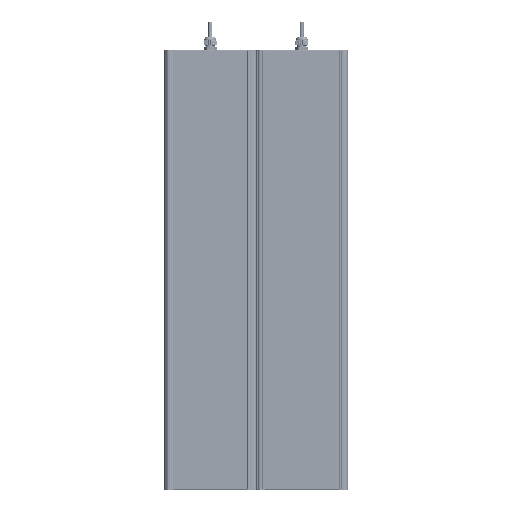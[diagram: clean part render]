
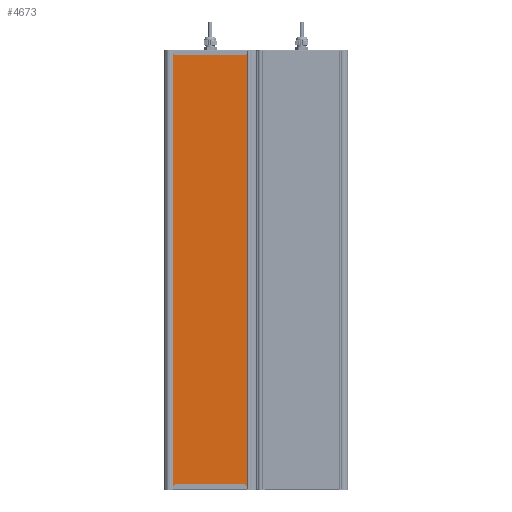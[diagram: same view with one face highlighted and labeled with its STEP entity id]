
A CAD part, front view. The second image highlights one B-rep face of the part: STEP entity #4673.
In plain terms, the highlighted face is planar.
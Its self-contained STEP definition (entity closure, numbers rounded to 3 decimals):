
#4673=ADVANCED_FACE('',(#14915),#14917,.T.);
#14915=FACE_BOUND('',#14916,.T.);
#14916=EDGE_LOOP('',(#45302,#45303,#45304,#45305));
#14917=PLANE('',#14918);
#14918=AXIS2_PLACEMENT_3D('',#14919,#14920,#14921);
#14919=CARTESIAN_POINT('',(2111.497,401.002,-34.582));
#14920=DIRECTION('',(0.,0.,-1.));
#14921=DIRECTION('',(0.,1.,0.));
#45302=ORIENTED_EDGE('',*,*,#53154,.F.);
#45303=ORIENTED_EDGE('',*,*,#53153,.T.);
#45304=ORIENTED_EDGE('',*,*,#53155,.F.);
#45305=ORIENTED_EDGE('',*,*,#53156,.F.);
#53153=EDGE_CURVE('',#59372,#59376,#59378,.T.);
#53154=EDGE_CURVE('',#59372,#59379,#59380,.T.);
#53155=EDGE_CURVE('',#59381,#59376,#59382,.T.);
#53156=EDGE_CURVE('',#59379,#59381,#59383,.T.);
#59372=VERTEX_POINT('',#79184);
#59376=VERTEX_POINT('',#79192);
#59378=LINE('',#79196,#79197);
#59379=VERTEX_POINT('',#79199);
#59380=LINE('',#79200,#79201);
#59381=VERTEX_POINT('',#79203);
#59382=LINE('',#79204,#79205);
#59383=LINE('',#79207,#79208);
#79184=CARTESIAN_POINT('',(2111.497,565.13,-34.582));
#79192=CARTESIAN_POINT('',(3007.497,565.13,-34.582));
#79196=CARTESIAN_POINT('',(2111.497,565.13,-34.582));
#79197=VECTOR('',#79198,1.);
#79198=DIRECTION('',(1.,0.,0.));
#79199=CARTESIAN_POINT('',(2111.497,401.002,-34.582));
#79200=CARTESIAN_POINT('',(2111.497,565.13,-34.582));
#79201=VECTOR('',#79202,1.);
#79202=DIRECTION('',(0.,-1.,0.));
#79203=CARTESIAN_POINT('',(3007.497,401.002,-34.582));
#79204=CARTESIAN_POINT('',(3007.497,401.002,-34.582));
#79205=VECTOR('',#79206,1.);
#79206=DIRECTION('',(0.,1.,0.));
#79207=CARTESIAN_POINT('',(2111.497,401.002,-34.582));
#79208=VECTOR('',#79209,1.);
#79209=DIRECTION('',(1.,0.,0.));
